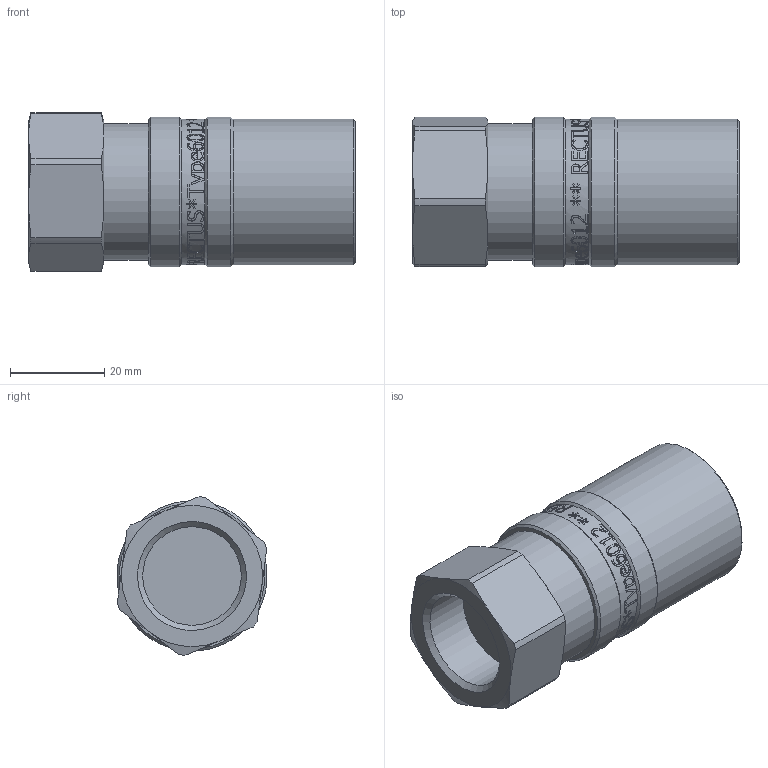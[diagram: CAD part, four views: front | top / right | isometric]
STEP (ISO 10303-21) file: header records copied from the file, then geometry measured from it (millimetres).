
FILE_DESCRIPTION((''),'2;1');
FILE_NAME('6012kbiw21mvn.stp','2013-08-14T09:23:53',('AS035480'),(''),'Autodesk Inventor 2013','Autodesk Inventor 2013','');
FILE_SCHEMA(('AUTOMOTIVE_DESIGN { 1 0 10303 214 1 1 1 1 }'));
Length unit declared in the file: millimetre
Products named in the file (1): D107359
Bounding box: 69.5 x 31.88 x 33.72 mm (x, y, z)
Volume: 45442.5 mm3; surface area: 17565.4 mm2
Topology: 2 solids, 3 shells, 633 faces, 1704 edges, 1126 vertices
Faces by surface type: bspline 332, plane 198, cylinder 74, cone 27, torus 2
Full cylindrical faces by diameter (mm): 20.955 x1, 22.5 x1, 24 x2, 24.2 x1, 26.4 x1, 26.414 x1, 28 x1, 29 x1, 29.3 x1, 31 x2, 32 x2
Entity records: 90493 total; most frequent: CARTESIAN_POINT 76742, ORIENTED_EDGE 3324, EDGE_CURVE 1662, DIRECTION 1546, VERTEX_POINT 1116, B_SPLINE_CURVE_WITH_KNOTS 862, EDGE_LOOP 720, FACE_OUTER_BOUND 633
